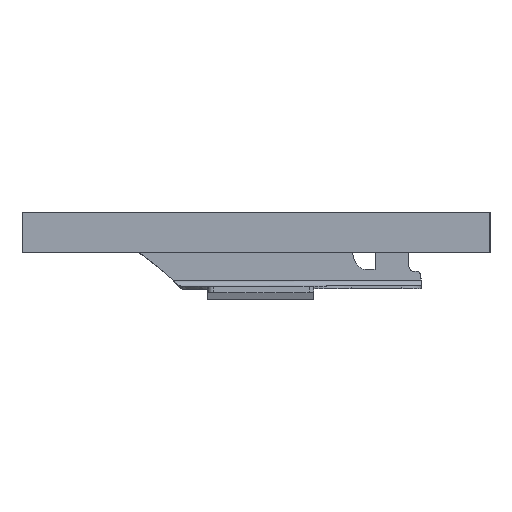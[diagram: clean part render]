
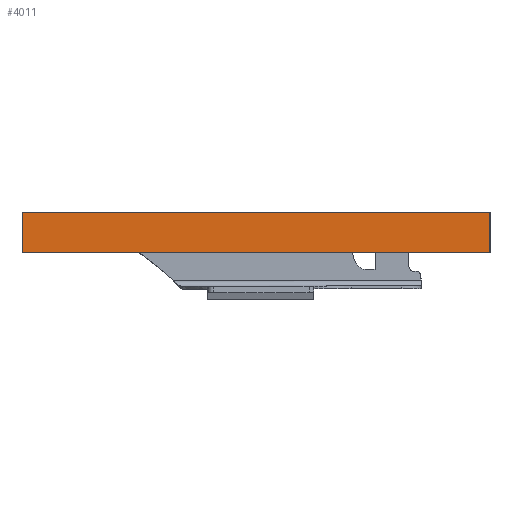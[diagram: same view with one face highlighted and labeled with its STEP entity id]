
A CAD part, left-side view. The second image highlights one B-rep face of the part: STEP entity #4011.
In plain terms, the highlighted planar face has unit normal (-1, 0, 0).
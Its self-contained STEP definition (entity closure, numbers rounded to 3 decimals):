
#219=FACE_OUTER_BOUND('',#452,.T.);
#452=EDGE_LOOP('',(#2708,#2709,#2710,#2711));
#718=LINE('',#5623,#1220);
#719=LINE('',#5626,#1221);
#720=LINE('',#5628,#1222);
#721=LINE('',#5629,#1223);
#1220=VECTOR('',#4551,10.);
#1221=VECTOR('',#4554,10.);
#1222=VECTOR('',#4555,10.);
#1223=VECTOR('',#4556,10.);
#1713=VERTEX_POINT('',#5619);
#1714=VERTEX_POINT('',#5621);
#1715=VERTEX_POINT('',#5625);
#1716=VERTEX_POINT('',#5627);
#2097=EDGE_CURVE('',#1713,#1714,#718,.T.);
#2098=EDGE_CURVE('',#1713,#1715,#719,.T.);
#2099=EDGE_CURVE('',#1716,#1714,#720,.T.);
#2100=EDGE_CURVE('',#1715,#1716,#721,.T.);
#2708=ORIENTED_EDGE('',*,*,#2098,.F.);
#2709=ORIENTED_EDGE('',*,*,#2097,.T.);
#2710=ORIENTED_EDGE('',*,*,#2099,.F.);
#2711=ORIENTED_EDGE('',*,*,#2100,.F.);
#3815=PLANE('',#4254);
#4011=ADVANCED_FACE('',(#219),#3815,.T.);
#4254=AXIS2_PLACEMENT_3D('',#5624,#4552,#4553);
#4551=DIRECTION('',(0.,0.,1.));
#4552=DIRECTION('center_axis',(-1.,0.,0.));
#4553=DIRECTION('ref_axis',(0.,-1.,0.));
#4554=DIRECTION('',(0.,1.,0.));
#4555=DIRECTION('',(0.,-1.,0.));
#4556=DIRECTION('',(0.,0.,1.));
#5619=CARTESIAN_POINT('',(-34.715,-12.19,0.));
#5621=CARTESIAN_POINT('',(-34.715,-12.19,2.1));
#5623=CARTESIAN_POINT('',(-34.715,-12.19,0.));
#5624=CARTESIAN_POINT('Origin',(-34.715,12.19,0.));
#5625=CARTESIAN_POINT('',(-34.715,12.19,0.));
#5626=CARTESIAN_POINT('',(-34.715,-12.19,0.));
#5627=CARTESIAN_POINT('',(-34.715,12.19,2.1));
#5628=CARTESIAN_POINT('',(-34.715,-12.19,2.1));
#5629=CARTESIAN_POINT('',(-34.715,12.19,0.));
